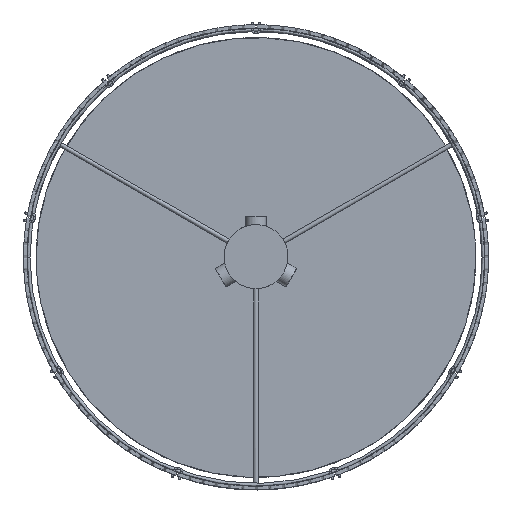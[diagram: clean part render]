
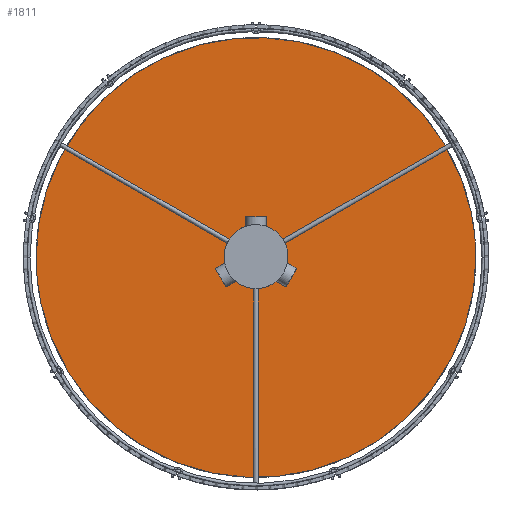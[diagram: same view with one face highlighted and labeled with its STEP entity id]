
A CAD part, top view. The second image highlights one B-rep face of the part: STEP entity #1811.
In plain terms, the highlighted planar face has unit normal (0, 0, 1).
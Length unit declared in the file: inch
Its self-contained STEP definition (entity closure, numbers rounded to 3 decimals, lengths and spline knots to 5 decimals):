
#16=(
BOUNDED_CURVE()
B_SPLINE_CURVE(2,(#60770,#60771,#60772,#60773,#60774),.UNSPECIFIED.,.F.,
 .F.)
B_SPLINE_CURVE_WITH_KNOTS((3,2,3),(1.,2.5708,4.14159),
 .UNSPECIFIED.)
CURVE()
GEOMETRIC_REPRESENTATION_ITEM()
RATIONAL_B_SPLINE_CURVE((1.,0.707,1.,0.707,1.))
REPRESENTATION_ITEM('')
);
#18=(
BOUNDED_CURVE()
B_SPLINE_CURVE(2,(#60784,#60785,#60786,#60787,#60788),.UNSPECIFIED.,.F.,
 .F.)
B_SPLINE_CURVE_WITH_KNOTS((3,2,3),(1.,2.5708,4.14159),
 .UNSPECIFIED.)
CURVE()
GEOMETRIC_REPRESENTATION_ITEM()
RATIONAL_B_SPLINE_CURVE((1.,0.707,1.,0.707,1.))
REPRESENTATION_ITEM('')
);
#20=(
BOUNDED_CURVE()
B_SPLINE_CURVE(2,(#60798,#60799,#60800,#60801,#60802),.UNSPECIFIED.,.F.,
 .F.)
B_SPLINE_CURVE_WITH_KNOTS((3,2,3),(1.,2.5708,4.14159),
 .UNSPECIFIED.)
CURVE()
GEOMETRIC_REPRESENTATION_ITEM()
RATIONAL_B_SPLINE_CURVE((1.,0.707,1.,0.707,1.))
REPRESENTATION_ITEM('')
);
#22=(
BOUNDED_CURVE()
B_SPLINE_CURVE(2,(#60808,#60809,#60810,#60811,#60812),.UNSPECIFIED.,.F.,
 .F.)
B_SPLINE_CURVE_WITH_KNOTS((3,2,3),(4.14159,5.71239,7.28319),
 .UNSPECIFIED.)
CURVE()
GEOMETRIC_REPRESENTATION_ITEM()
RATIONAL_B_SPLINE_CURVE((1.,0.707,1.,0.707,1.))
REPRESENTATION_ITEM('')
);
#23=(
BOUNDED_CURVE()
B_SPLINE_CURVE(2,(#60815,#60816,#60817,#60818,#60819),.UNSPECIFIED.,.F.,
 .F.)
B_SPLINE_CURVE_WITH_KNOTS((3,2,3),(5.14159,6.71239,8.28319),
 .UNSPECIFIED.)
CURVE()
GEOMETRIC_REPRESENTATION_ITEM()
RATIONAL_B_SPLINE_CURVE((1.,0.707,1.,0.707,1.))
REPRESENTATION_ITEM('')
);
#25=(
BOUNDED_CURVE()
B_SPLINE_CURVE(2,(#60827,#60828,#60829,#60830,#60831),.UNSPECIFIED.,.F.,
 .F.)
B_SPLINE_CURVE_WITH_KNOTS((3,2,3),(0.,1.5708,3.14159),
 .UNSPECIFIED.)
CURVE()
GEOMETRIC_REPRESENTATION_ITEM()
RATIONAL_B_SPLINE_CURVE((1.,0.707,1.,0.707,1.))
REPRESENTATION_ITEM('')
);
#27=(
BOUNDED_CURVE()
B_SPLINE_CURVE(2,(#60837,#60838,#60839,#60840,#60841),.UNSPECIFIED.,.F.,
 .F.)
B_SPLINE_CURVE_WITH_KNOTS((3,2,3),(0.,1.5708,3.14159),
 .UNSPECIFIED.)
CURVE()
GEOMETRIC_REPRESENTATION_ITEM()
RATIONAL_B_SPLINE_CURVE((1.,0.707,1.,0.707,1.))
REPRESENTATION_ITEM('')
);
#29=(
BOUNDED_CURVE()
B_SPLINE_CURVE(2,(#60847,#60848,#60849,#60850,#60851),.UNSPECIFIED.,.F.,
 .F.)
B_SPLINE_CURVE_WITH_KNOTS((3,2,3),(0.,1.5708,3.14159),
 .UNSPECIFIED.)
CURVE()
GEOMETRIC_REPRESENTATION_ITEM()
RATIONAL_B_SPLINE_CURVE((1.,0.707,1.,0.707,1.))
REPRESENTATION_ITEM('')
);
#423=PLANE('',#15893);
#1811=ADVANCED_FACE('',(#2976,#2362,#2363,#2364),#423,.T.);
#2362=FACE_BOUND('',#4110,.T.);
#2363=FACE_BOUND('',#4111,.T.);
#2364=FACE_BOUND('',#4112,.T.);
#2976=FACE_OUTER_BOUND('',#4109,.T.);
#4109=EDGE_LOOP('',(#7885,#7886));
#4110=EDGE_LOOP('',(#7887,#7888));
#4111=EDGE_LOOP('',(#7889,#7890));
#4112=EDGE_LOOP('',(#7891,#7892));
#7885=ORIENTED_EDGE('',*,*,#10981,.F.);
#7886=ORIENTED_EDGE('',*,*,#10983,.F.);
#7887=ORIENTED_EDGE('',*,*,#10990,.T.);
#7888=ORIENTED_EDGE('',*,*,#10971,.T.);
#7889=ORIENTED_EDGE('',*,*,#10988,.T.);
#7890=ORIENTED_EDGE('',*,*,#10975,.T.);
#7891=ORIENTED_EDGE('',*,*,#10986,.T.);
#7892=ORIENTED_EDGE('',*,*,#10979,.T.);
#10971=EDGE_CURVE('',#14796,#14795,#16,.T.);
#10975=EDGE_CURVE('',#14800,#14799,#18,.T.);
#10979=EDGE_CURVE('',#14804,#14803,#20,.T.);
#10981=EDGE_CURVE('',#14806,#14808,#22,.T.);
#10983=EDGE_CURVE('',#14808,#14806,#23,.T.);
#10986=EDGE_CURVE('',#14803,#14804,#25,.T.);
#10988=EDGE_CURVE('',#14799,#14800,#27,.T.);
#10990=EDGE_CURVE('',#14795,#14796,#29,.T.);
#14795=VERTEX_POINT('',#60747);
#14796=VERTEX_POINT('',#60748);
#14799=VERTEX_POINT('',#60751);
#14800=VERTEX_POINT('',#60752);
#14803=VERTEX_POINT('',#60755);
#14804=VERTEX_POINT('',#60756);
#14806=VERTEX_POINT('',#60758);
#14808=VERTEX_POINT('',#60760);
#15893=AXIS2_PLACEMENT_3D('',#60690,#15974,$);
#15974=DIRECTION('',(0.,0.,1.));
#60690=CARTESIAN_POINT('',(15.65438,15.65438,1.47502));
#60747=CARTESIAN_POINT('',(12.56282,7.19,1.47502));
#60748=CARTESIAN_POINT('',(12.34407,7.19,1.47502));
#60751=CARTESIAN_POINT('',(-12.34407,7.19,1.47502));
#60752=CARTESIAN_POINT('',(-12.56282,7.19,1.47502));
#60755=CARTESIAN_POINT('',(0.10938,-14.38,1.47502));
#60756=CARTESIAN_POINT('',(-0.10938,-14.38,1.47502));
#60758=CARTESIAN_POINT('',(15.46875,0.,1.47502));
#60760=CARTESIAN_POINT('',(-15.46875,0.,1.47502));
#60770=CARTESIAN_POINT('',(12.34407,7.19,1.47502));
#60771=CARTESIAN_POINT('',(12.34407,7.29938,1.47502));
#60772=CARTESIAN_POINT('',(12.45345,7.29938,1.47502));
#60773=CARTESIAN_POINT('',(12.56282,7.29938,1.47502));
#60774=CARTESIAN_POINT('',(12.56282,7.19,1.47502));
#60784=CARTESIAN_POINT('',(-12.56282,7.19,1.47502));
#60785=CARTESIAN_POINT('',(-12.56282,7.29938,1.47502));
#60786=CARTESIAN_POINT('',(-12.45345,7.29938,1.47502));
#60787=CARTESIAN_POINT('',(-12.34407,7.29938,1.47502));
#60788=CARTESIAN_POINT('',(-12.34407,7.19,1.47502));
#60798=CARTESIAN_POINT('',(-0.10938,-14.38,1.47502));
#60799=CARTESIAN_POINT('',(-0.10938,-14.27063,1.47502));
#60800=CARTESIAN_POINT('',(0.,-14.27063,1.47502));
#60801=CARTESIAN_POINT('',(0.10937,-14.27063,1.47502));
#60802=CARTESIAN_POINT('',(0.10937,-14.38,1.47502));
#60808=CARTESIAN_POINT('',(15.46875,0.,1.47502));
#60809=CARTESIAN_POINT('',(15.46875,-15.46875,1.47502));
#60810=CARTESIAN_POINT('',(0.,-15.46875,1.47502));
#60811=CARTESIAN_POINT('',(-15.46875,-15.46875,1.47502));
#60812=CARTESIAN_POINT('',(-15.46875,0.,1.47502));
#60815=CARTESIAN_POINT('',(-15.46875,0.,1.47502));
#60816=CARTESIAN_POINT('',(-15.46875,15.46875,1.47502));
#60817=CARTESIAN_POINT('',(0.,15.46875,1.47502));
#60818=CARTESIAN_POINT('',(15.46875,15.46875,1.47502));
#60819=CARTESIAN_POINT('',(15.46875,0.,1.47502));
#60827=CARTESIAN_POINT('',(0.10938,-14.38,1.47502));
#60828=CARTESIAN_POINT('',(0.10938,-14.48938,1.47502));
#60829=CARTESIAN_POINT('',(0.,-14.48938,1.47502));
#60830=CARTESIAN_POINT('',(-0.10938,-14.48938,1.47502));
#60831=CARTESIAN_POINT('',(-0.10938,-14.38,1.47502));
#60837=CARTESIAN_POINT('',(-12.34407,7.19,1.47502));
#60838=CARTESIAN_POINT('',(-12.34407,7.08062,1.47502));
#60839=CARTESIAN_POINT('',(-12.45345,7.08062,1.47502));
#60840=CARTESIAN_POINT('',(-12.56282,7.08062,1.47502));
#60841=CARTESIAN_POINT('',(-12.56282,7.19,1.47502));
#60847=CARTESIAN_POINT('',(12.56282,7.19,1.47502));
#60848=CARTESIAN_POINT('',(12.56282,7.08062,1.47502));
#60849=CARTESIAN_POINT('',(12.45345,7.08062,1.47502));
#60850=CARTESIAN_POINT('',(12.34407,7.08062,1.47502));
#60851=CARTESIAN_POINT('',(12.34407,7.19,1.47502));
